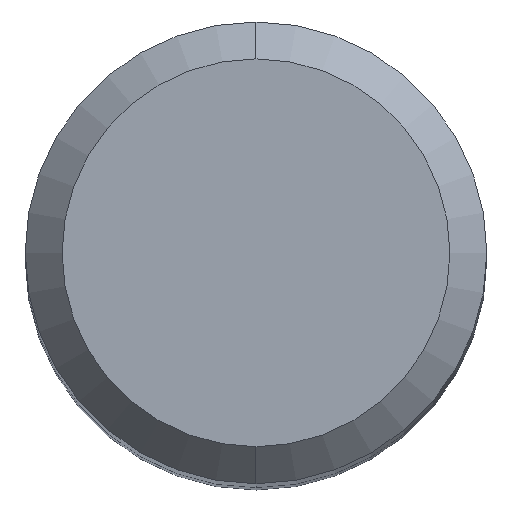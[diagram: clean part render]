
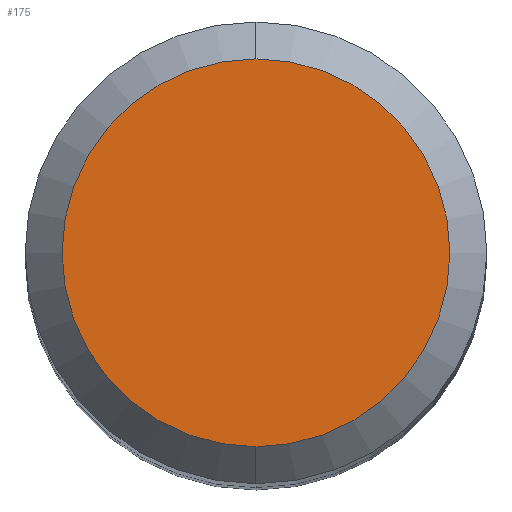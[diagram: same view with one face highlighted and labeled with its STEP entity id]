
A CAD part, top view. The second image highlights one B-rep face of the part: STEP entity #175.
In plain terms, the highlighted planar face has unit normal (0, 0, 1).
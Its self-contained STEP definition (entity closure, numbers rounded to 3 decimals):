
#175=ADVANCED_FACE('',(#312),#313,.T.);
#312=FACE_OUTER_BOUND('',#497,.T.);
#313=PLANE('',#498);
#497=EDGE_LOOP('',(#592,#593));
#498=AXIS2_PLACEMENT_3D('',#594,#595,#596);
#592=ORIENTED_EDGE('',*,*,#740,.F.);
#593=ORIENTED_EDGE('',*,*,#743,.F.);
#594=CARTESIAN_POINT('',(0.,1.68,36.0));
#595=DIRECTION('',(0.,0.,1.0));
#596=DIRECTION('',(0.,-1.0,0.));
#740=EDGE_CURVE('',#853,#855,#856,.T.);
#743=EDGE_CURVE('',#855,#853,#859,.T.);
#853=VERTEX_POINT('',#895);
#855=VERTEX_POINT('',#898);
#856=CIRCLE('',#899,3.36);
#859=CIRCLE('',#903,3.36);
#895=CARTESIAN_POINT('',(0.,3.36,36.));
#898=CARTESIAN_POINT('',(0.,-3.36,36.));
#899=AXIS2_PLACEMENT_3D('',#934,#935,#936);
#903=AXIS2_PLACEMENT_3D('',#938,#939,#940);
#934=CARTESIAN_POINT('',(0.,0.,36.));
#935=DIRECTION('',(0.,0.0,-1.0));
#936=DIRECTION('',(0.0,1.0,0.0));
#938=CARTESIAN_POINT('',(0.,0.,36.));
#939=DIRECTION('',(0.,0.0,-1.0));
#940=DIRECTION('',(0.0,1.0,0.0));
